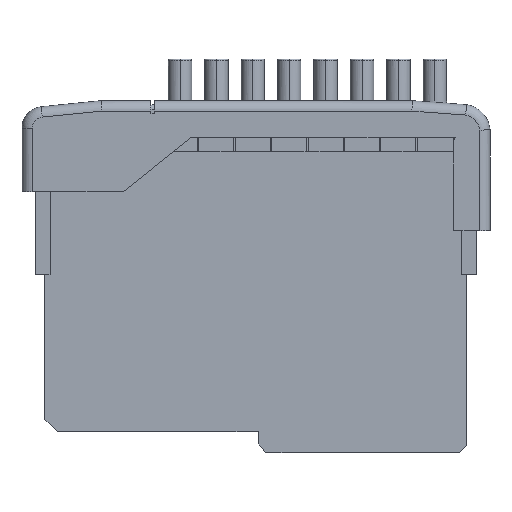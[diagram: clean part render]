
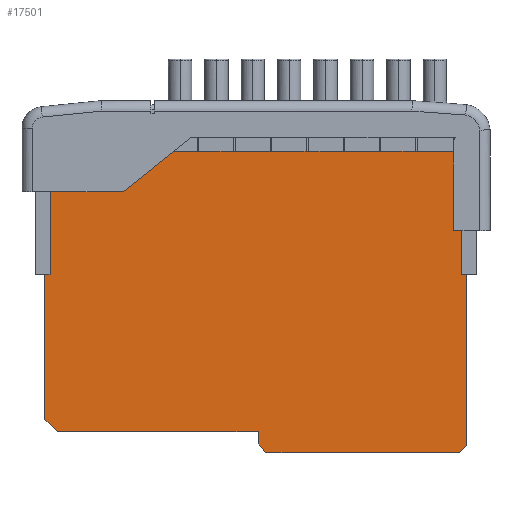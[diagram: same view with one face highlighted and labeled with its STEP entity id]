
A CAD part, left-side view. The second image highlights one B-rep face of the part: STEP entity #17501.
In plain terms, the highlighted planar face has unit normal (-1, 0, 0).
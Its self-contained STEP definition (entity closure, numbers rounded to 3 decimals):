
#364 = CARTESIAN_POINT ( 'NONE',  ( 24.783, -35.917, -28.25 ) ) ;
#365 = CARTESIAN_POINT ( 'NONE',  ( 24.783, -35.917, 2. ) ) ;
#457 = CARTESIAN_POINT ( 'NONE',  ( 24.783, 44.089, 1.815 ) ) ;
#475 = CARTESIAN_POINT ( 'NONE',  ( 24.783, -35.917, 2.851 ) ) ;
#476 = DIRECTION ( 'NONE',  ( 0., 0., 1. ) ) ;
#477 = DIRECTION ( 'NONE',  ( 1., 0., 0. ) ) ;
#478 = CARTESIAN_POINT ( 'NONE',  ( 24.783, -35.258, -0.876 ) ) ;
#479 = AXIS2_PLACEMENT_3D ( 'NONE', #478, #477, #476 ) ;
#480 = CIRCLE ( 'NONE', #479, 3.785 ) ;
#509 = CARTESIAN_POINT ( 'NONE',  ( 24.783, 45.083, -28.25 ) ) ;
#1760 = VERTEX_POINT ( 'NONE', #365 ) ;
#1761 = VERTEX_POINT ( 'NONE', #364 ) ;
#1782 = VERTEX_POINT ( 'NONE', #457 ) ;
#1796 = EDGE_CURVE ( 'NONE', #17720, #1797, #480, .T. ) ;
#1797 = VERTEX_POINT ( 'NONE', #475 ) ;
#1803 = VERTEX_POINT ( 'NONE', #509 ) ;
#11046 = DIRECTION ( 'NONE',  ( 0., -0.997, -0.073 ) ) ;
#11047 = VECTOR ( 'NONE', #11046, 1000. ) ;
#11049 = CARTESIAN_POINT ( 'NONE',  ( 24.783, -25.473, 3.618 ) ) ;
#11051 = LINE ( 'NONE', #11049, #11047 ) ;
#11059 = CARTESIAN_POINT ( 'NONE',  ( 24.783, -34.014, 2.994 ) ) ;
#11080 = CARTESIAN_POINT ( 'NONE',  ( 24.783, -35.882, 2.857 ) ) ;
#12093 = CARTESIAN_POINT ( 'NONE',  ( 24.783, 44.089, -28.25 ) ) ;
#12259 = DIRECTION ( 'NONE',  ( 0., 0., 1. ) ) ;
#12260 = VECTOR ( 'NONE', #12259, 1000. ) ;
#12261 = CARTESIAN_POINT ( 'NONE',  ( 24.783, 44.089, -28.25 ) ) ;
#12262 = LINE ( 'NONE', #12261, #12260 ) ;
#12296 = DIRECTION ( 'NONE',  ( 0., -1., 0. ) ) ;
#12297 = VECTOR ( 'NONE', #12296, 1000. ) ;
#12298 = CARTESIAN_POINT ( 'NONE',  ( 24.783, 44.089, -28.25 ) ) ;
#12299 = LINE ( 'NONE', #12298, #12297 ) ;
#12501 = CARTESIAN_POINT ( 'NONE',  ( 24.783, -35.086, 2. ) ) ;
#12502 = DIRECTION ( 'NONE',  ( 0., -1., 0. ) ) ;
#12503 = VECTOR ( 'NONE', #12502, 1000. ) ;
#12504 = CARTESIAN_POINT ( 'NONE',  ( 24.783, -35.086, 2. ) ) ;
#12505 = LINE ( 'NONE', #12504, #12503 ) ;
#12565 = DIRECTION ( 'NONE',  ( 0., -1., 0. ) ) ;
#12566 = VECTOR ( 'NONE', #12565, 1000. ) ;
#12567 = CARTESIAN_POINT ( 'NONE',  ( 24.783, -35.086, -28.25 ) ) ;
#12568 = LINE ( 'NONE', #12567, #12566 ) ;
#12647 = CARTESIAN_POINT ( 'NONE',  ( 24.783, -35.086, -28.25 ) ) ;
#12648 = DIRECTION ( 'NONE',  ( 0., 0., 1. ) ) ;
#12649 = VECTOR ( 'NONE', #12648, 1000. ) ;
#12650 = CARTESIAN_POINT ( 'NONE',  ( 24.783, -35.086, -28.25 ) ) ;
#12651 = LINE ( 'NONE', #12650, #12649 ) ;
#13558 = CARTESIAN_POINT ( 'NONE',  ( 24.783, 30.275, 2.994 ) ) ;
#13559 = DIRECTION ( 'NONE',  ( 0., -1., 0. ) ) ;
#13560 = VECTOR ( 'NONE', #13559, 1000. ) ;
#13561 = CARTESIAN_POINT ( 'NONE',  ( 24.783, -35.917, 2.994 ) ) ;
#13562 = LINE ( 'NONE', #13561, #13560 ) ;
#13583 = FACE_OUTER_BOUND ( 'NONE', #17502, .T. ) ;
#13589 = CARTESIAN_POINT ( 'NONE',  ( 24.783, -35.917, -61.235 ) ) ;
#13590 = DIRECTION ( 'NONE',  ( 0., 0., -1. ) ) ;
#13591 = VECTOR ( 'NONE', #13590, 1000. ) ;
#13592 = CARTESIAN_POINT ( 'NONE',  ( 24.783, -35.917, -61.235 ) ) ;
#13593 = LINE ( 'NONE', #13592, #13591 ) ;
#13629 = DIRECTION ( 'NONE',  ( 0., 0., 1. ) ) ;
#13630 = DIRECTION ( 'NONE',  ( -1., 0., 0. ) ) ;
#13631 = CARTESIAN_POINT ( 'NONE',  ( 24.783, 0.202, -98.688 ) ) ;
#13632 = AXIS2_PLACEMENT_3D ( 'NONE', #13631, #13630, #13629 ) ;
#13633 = PLANE ( 'NONE',  #13632 ) ;
#13657 = CARTESIAN_POINT ( 'NONE',  ( 24.783, 2.553, -62.604 ) ) ;
#13658 = DIRECTION ( 'NONE',  ( 0., 0.664, 0.748 ) ) ;
#13659 = VECTOR ( 'NONE', #13658, 1000. ) ;
#13660 = CARTESIAN_POINT ( 'NONE',  ( 24.783, 4.083, -60.882 ) ) ;
#13661 = LINE ( 'NONE', #13660, #13659 ) ;
#13662 = CARTESIAN_POINT ( 'NONE',  ( 24.783, 4.083, -60.882 ) ) ;
#13663 = DIRECTION ( 'NONE',  ( 0., 0., 1. ) ) ;
#13664 = VECTOR ( 'NONE', #13663, 1000. ) ;
#13665 = CARTESIAN_POINT ( 'NONE',  ( 24.783, 4.083, -58.561 ) ) ;
#13666 = LINE ( 'NONE', #13665, #13664 ) ;
#13691 = CARTESIAN_POINT ( 'NONE',  ( 24.783, 4.083, -58.561 ) ) ;
#13692 = DIRECTION ( 'NONE',  ( 0., 1., 0. ) ) ;
#13693 = VECTOR ( 'NONE', #13692, 1000. ) ;
#13694 = CARTESIAN_POINT ( 'NONE',  ( 24.783, 42.603, -58.561 ) ) ;
#13695 = LINE ( 'NONE', #13694, #13693 ) ;
#13696 = CARTESIAN_POINT ( 'NONE',  ( 24.783, 42.603, -58.561 ) ) ;
#13697 = DIRECTION ( 'NONE',  ( 0., 0.726, 0.687 ) ) ;
#13698 = VECTOR ( 'NONE', #13697, 1000. ) ;
#13699 = CARTESIAN_POINT ( 'NONE',  ( 24.783, 45.083, -56.214 ) ) ;
#13700 = LINE ( 'NONE', #13699, #13698 ) ;
#13701 = CARTESIAN_POINT ( 'NONE',  ( 24.783, 45.083, -56.214 ) ) ;
#13702 = DIRECTION ( 'NONE',  ( 0., 0., 1. ) ) ;
#13703 = VECTOR ( 'NONE', #13702, 1000. ) ;
#13704 = CARTESIAN_POINT ( 'NONE',  ( 24.783, 45.083, 1.73 ) ) ;
#13705 = LINE ( 'NONE', #13704, #13703 ) ;
#13706 = DIRECTION ( 'NONE',  ( 0., -0.996, 0.085 ) ) ;
#13707 = VECTOR ( 'NONE', #13706, 1000. ) ;
#13708 = CARTESIAN_POINT ( 'NONE',  ( 24.783, 45.083, 1.73 ) ) ;
#13709 = LINE ( 'NONE', #13708, #13707 ) ;
#13710 = DIRECTION ( 'NONE',  ( 0., 0.694, -0.72 ) ) ;
#13711 = VECTOR ( 'NONE', #13710, 1000. ) ;
#13712 = CARTESIAN_POINT ( 'NONE',  ( 24.783, -34.597, -62.604 ) ) ;
#13713 = LINE ( 'NONE', #13712, #13711 ) ;
#13714 = CARTESIAN_POINT ( 'NONE',  ( 24.783, -34.597, -62.604 ) ) ;
#13715 = DIRECTION ( 'NONE',  ( 0., 1., 0. ) ) ;
#13716 = VECTOR ( 'NONE', #13715, 1000. ) ;
#13717 = CARTESIAN_POINT ( 'NONE',  ( 24.783, 2.553, -62.604 ) ) ;
#13718 = LINE ( 'NONE', #13717, #13716 ) ;
#13730 = DIRECTION ( 'NONE',  ( 0., 0., -1. ) ) ;
#13731 = VECTOR ( 'NONE', #13730, 1000. ) ;
#13732 = CARTESIAN_POINT ( 'NONE',  ( 24.783, -35.917, -61.235 ) ) ;
#13733 = LINE ( 'NONE', #13732, #13731 ) ;
#15608 = VERTEX_POINT ( 'NONE', #12093 ) ;
#15667 = EDGE_CURVE ( 'NONE', #15608, #1782, #12262, .T. ) ;
#15676 = EDGE_CURVE ( 'NONE', #1803, #15608, #12299, .T. ) ;
#15755 = EDGE_CURVE ( 'NONE', #15756, #1760, #12505, .T. ) ;
#15756 = VERTEX_POINT ( 'NONE', #12501 ) ;
#15781 = EDGE_CURVE ( 'NONE', #15807, #1761, #12568, .T. ) ;
#15806 = EDGE_CURVE ( 'NONE', #15807, #15756, #12651, .T. ) ;
#15807 = VERTEX_POINT ( 'NONE', #12647 ) ;
#17476 = EDGE_CURVE ( 'NONE', #17477, #17729, #13562, .T. ) ;
#17477 = VERTEX_POINT ( 'NONE', #13558 ) ;
#17497 = EDGE_CURVE ( 'NONE', #1761, #17498, #13593, .T. ) ;
#17498 = VERTEX_POINT ( 'NONE', #13589 ) ;
#17501 = ADVANCED_FACE ( 'NONE', ( #13583 ), #13633, .T. ) ;
#17502 = EDGE_LOOP ( 'NONE', ( #17503, #17504, #17555, #17557, #17558, #17559, #17562, #17565, #17568, #17545, #17548, #17551, #17553, #17554, #17616, #17617, #17618, #17619 ) ) ;
#17503 = ORIENTED_EDGE ( 'NONE', *, *, #17731, .F. ) ;
#17504 = ORIENTED_EDGE ( 'NONE', *, *, #17476, .F. ) ;
#17543 = EDGE_CURVE ( 'NONE', #17544, #17567, #13666, .T. ) ;
#17544 = VERTEX_POINT ( 'NONE', #13662 ) ;
#17545 = ORIENTED_EDGE ( 'NONE', *, *, #17546, .F. ) ;
#17546 = EDGE_CURVE ( 'NONE', #17547, #17544, #13661, .T. ) ;
#17547 = VERTEX_POINT ( 'NONE', #13657 ) ;
#17548 = ORIENTED_EDGE ( 'NONE', *, *, #17549, .F. ) ;
#17549 = EDGE_CURVE ( 'NONE', #17550, #17547, #13718, .T. ) ;
#17550 = VERTEX_POINT ( 'NONE', #13714 ) ;
#17551 = ORIENTED_EDGE ( 'NONE', *, *, #17552, .F. ) ;
#17552 = EDGE_CURVE ( 'NONE', #17498, #17550, #13713, .T. ) ;
#17553 = ORIENTED_EDGE ( 'NONE', *, *, #17497, .F. ) ;
#17554 = ORIENTED_EDGE ( 'NONE', *, *, #15781, .F. ) ;
#17555 = ORIENTED_EDGE ( 'NONE', *, *, #17556, .F. ) ;
#17556 = EDGE_CURVE ( 'NONE', #1782, #17477, #13709, .T. ) ;
#17557 = ORIENTED_EDGE ( 'NONE', *, *, #15667, .F. ) ;
#17558 = ORIENTED_EDGE ( 'NONE', *, *, #15676, .F. ) ;
#17559 = ORIENTED_EDGE ( 'NONE', *, *, #17560, .F. ) ;
#17560 = EDGE_CURVE ( 'NONE', #17561, #1803, #13705, .T. ) ;
#17561 = VERTEX_POINT ( 'NONE', #13701 ) ;
#17562 = ORIENTED_EDGE ( 'NONE', *, *, #17563, .F. ) ;
#17563 = EDGE_CURVE ( 'NONE', #17564, #17561, #13700, .T. ) ;
#17564 = VERTEX_POINT ( 'NONE', #13696 ) ;
#17565 = ORIENTED_EDGE ( 'NONE', *, *, #17566, .F. ) ;
#17566 = EDGE_CURVE ( 'NONE', #17567, #17564, #13695, .T. ) ;
#17567 = VERTEX_POINT ( 'NONE', #13691 ) ;
#17568 = ORIENTED_EDGE ( 'NONE', *, *, #17543, .F. ) ;
#17585 = EDGE_CURVE ( 'NONE', #1797, #1760, #13733, .T. ) ;
#17616 = ORIENTED_EDGE ( 'NONE', *, *, #15806, .T. ) ;
#17617 = ORIENTED_EDGE ( 'NONE', *, *, #15755, .T. ) ;
#17618 = ORIENTED_EDGE ( 'NONE', *, *, #17585, .F. ) ;
#17619 = ORIENTED_EDGE ( 'NONE', *, *, #1796, .F. ) ;
#17720 = VERTEX_POINT ( 'NONE', #11080 ) ;
#17729 = VERTEX_POINT ( 'NONE', #11059 ) ;
#17731 = EDGE_CURVE ( 'NONE', #17729, #17720, #11051, .T. ) ;
